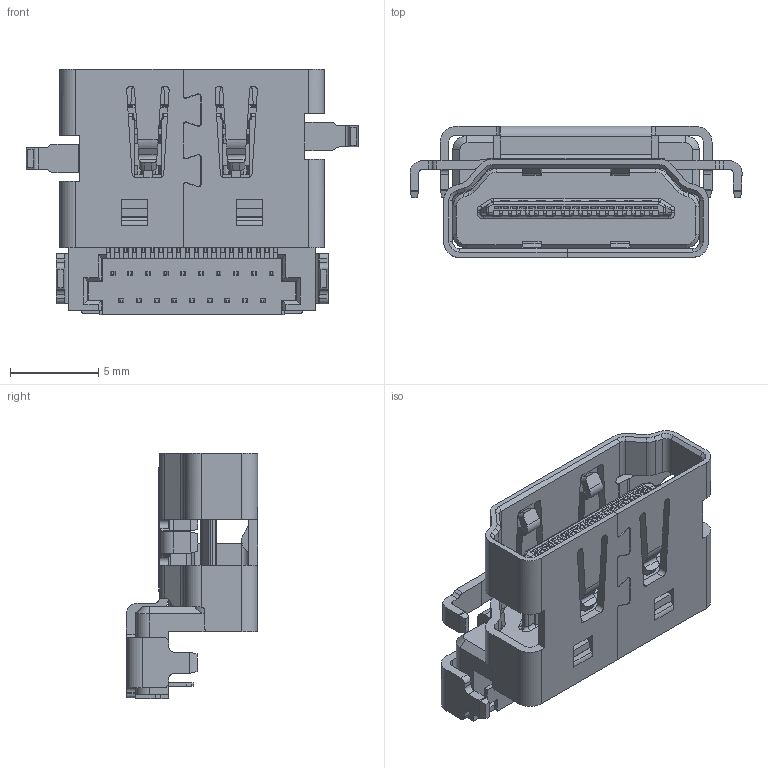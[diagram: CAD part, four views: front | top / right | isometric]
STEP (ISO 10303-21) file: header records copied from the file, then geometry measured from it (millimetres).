
FILE_DESCRIPTION (( 'STEP AP214' ), '1' );
FILE_NAME ('694C519-X53-011.STEP', '2021-01-13T14:40:47', ( '' ), ( '' ), 'SwSTEP 2.0', 'SolidWorks 2020', '' );
FILE_SCHEMA (( 'AUTOMOTIVE_DESIGN' ));
Length unit declared in the file: millimetre
Products named in the file (7): SHELL 694C519-X53-011; Contact Lower 694C519-X53-011; 694C519-X53-011; Insulator 694C519-X53-011; MYLAR 694C519-X53-011; Insulator2 694C519-X53-011; Contact Upper 694C519-X53-011
Assembly tree (23 placements, depth 2):
  694C519-X53-011
    Insulator 694C519-X53-011
    Contact Lower 694C519-X53-011  x10
    Contact Upper 694C519-X53-011  x9
    Insulator2 694C519-X53-011
    SHELL 694C519-X53-011
    MYLAR 694C519-X53-011
Bounding box: 18.8 x 7.43 x 13.9 mm (x, y, z)
Volume: 481.5 mm3; surface area: 2222.6 mm2
Topology: 23 solids, 23 shells, 3695 faces, 10789 edges, 6974 vertices
Faces by surface type: plane 2586, cylinder 1036, bspline 38, cone 35
Entity records: 95478 total; most frequent: CARTESIAN_POINT 19847, ORIENTED_EDGE 16574, DIRECTION 14692, EDGE_CURVE 8287, VECTOR 6606, LINE 6606, VERTEX_POINT 5308, AXIS2_PLACEMENT_3D 4043
